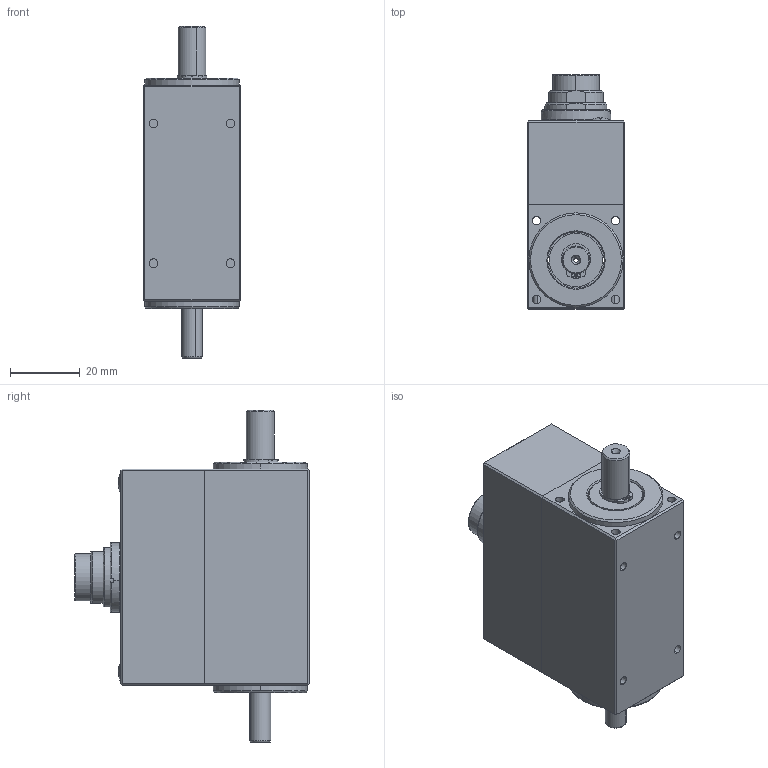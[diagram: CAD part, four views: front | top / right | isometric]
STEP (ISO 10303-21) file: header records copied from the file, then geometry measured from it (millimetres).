
FILE_DESCRIPTION (( 'STEP AP214' ), '1' );
FILE_NAME ('DRVL-I 2-5Nm.STEP', '2017-06-12T08:39:19', ( 'nsi' ), ( '' ), 'SwSTEP 2.0', 'SolidWorks 2017', '' );
FILE_SCHEMA (( 'AUTOMOTIVE_DESIGN' ));
Length unit declared in the file: millimetre
Products named in the file (2): DRVL-I 2-5Nm
Bounding box: 28 x 67.1 x 95 mm (x, y, z)
Surface area: 16339.3 mm2 (no closed solid volume)
Topology: 0 solids, 12 shells, 264 faces, 719 edges, 466 vertices
Faces by surface type: plane 90, cylinder 85, cone 48, torus 35, sphere 6
Entity records: 11376 total; most frequent: CARTESIAN_POINT 1598, DIRECTION 1588, ORIENTED_EDGE 1249, EDGE_CURVE 719, AXIS2_PLACEMENT_3D 635, VERTEX_POINT 466, CIRCLE 369, VECTOR 318
